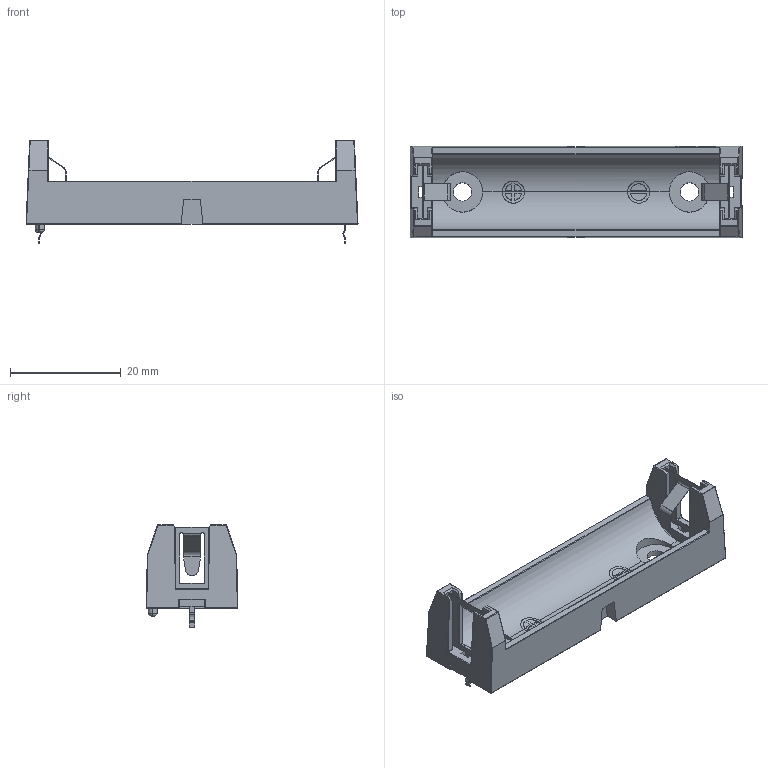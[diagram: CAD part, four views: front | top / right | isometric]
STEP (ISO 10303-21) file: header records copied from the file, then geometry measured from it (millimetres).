
FILE_DESCRIPTION (( 'STEP AP214' ), '1' );
FILE_NAME ('BAT-TH_BH-AA-A5BJ012.STEP', '2023-04-14T09:29:07', ( '' ), ( '' ), 'SwSTEP 2.0', 'SolidWorks 2020', '' );
FILE_SCHEMA (( 'AUTOMOTIVE_DESIGN' ));
Length unit declared in the file: millimetre
Products named in the file (1): BAT-TH_BH-AA-A5BJ012
Bounding box: 59.99 x 16.6 x 18.6 mm (x, y, z)
Volume: 4174.7 mm3; surface area: 4738.4 mm2
Topology: 2 solids, 2 shells, 583 faces, 1550 edges, 983 vertices
Faces by surface type: plane 294, cylinder 146, bspline 114, sphere 20, torus 9
Entity records: 22976 total; most frequent: CARTESIAN_POINT 5437, ORIENTED_EDGE 3068, DIRECTION 2378, EDGE_CURVE 1534, LINE 1014, VECTOR 1014, VERTEX_POINT 979, AXIS2_PLACEMENT_3D 682
